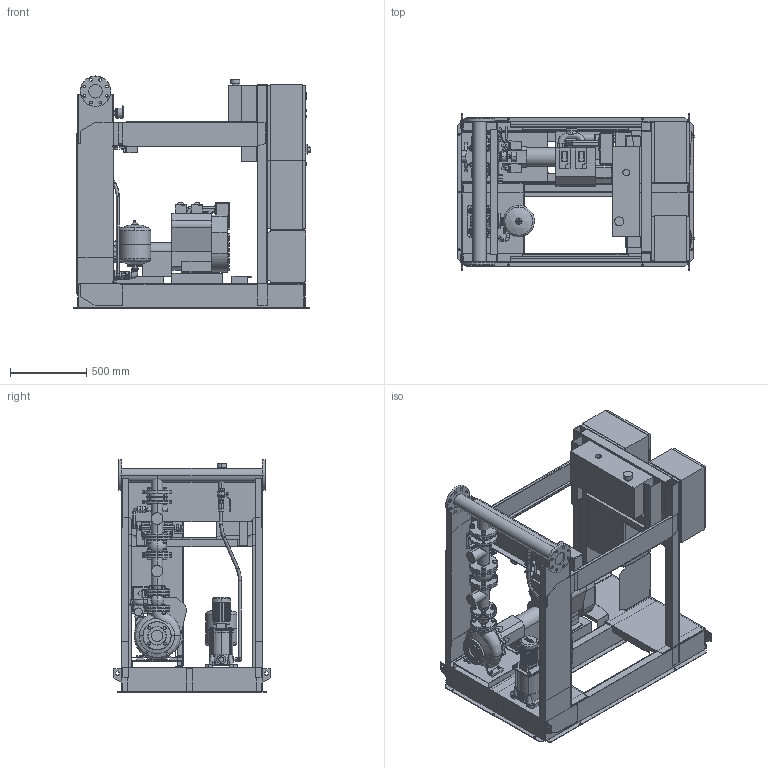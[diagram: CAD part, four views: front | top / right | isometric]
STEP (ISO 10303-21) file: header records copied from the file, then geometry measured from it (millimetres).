
FILE_DESCRIPTION((''),'2;1');
FILE_NAME('3d_Sifire-EN-50_160-154-10.5_0.55DJ-4183876.stp','2015-05-26T10:13:00',(''),(''),'Mechanical Desktop 2009','Mechanical Desktop 2009',', , ');
FILE_SCHEMA(('CONFIG_CONTROL_DESIGN'));
Length unit declared in the file: millimetre
Products named in the file (1): Product
Bounding box: 1554.5 x 1026 x 1520 mm (x, y, z)
Volume: 272429007.9 mm3; surface area: 22924089.5 mm2
Topology: 160 solids, 160 shells, 3774 faces, 9109 edges, 5793 vertices
Faces by surface type: plane 1517, bspline 1057, cylinder 756, cone 310, torus 104, sphere 30
Entity records: 123844 total; most frequent: CARTESIAN_POINT 39749, ORIENTED_EDGE 18166, DIRECTION 16078, EDGE_CURVE 9083, VERTEX_POINT 5793, AXIS2_PLACEMENT_3D 5374, VECTOR 5330, LINE 5330
